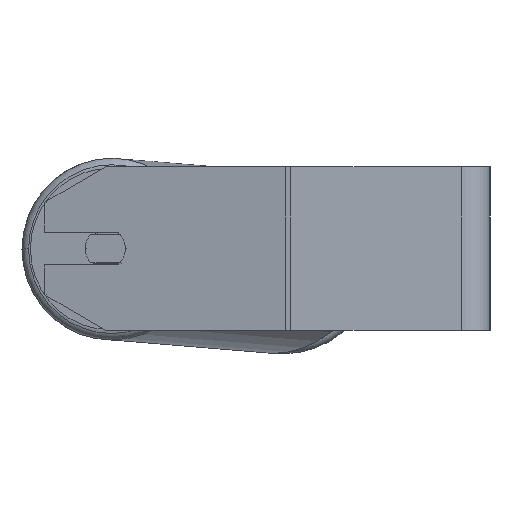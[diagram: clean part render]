
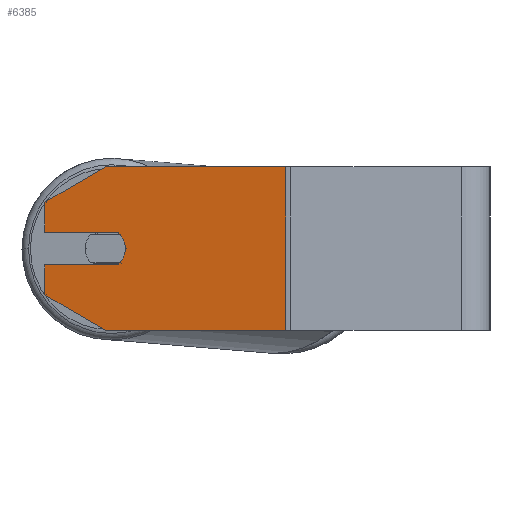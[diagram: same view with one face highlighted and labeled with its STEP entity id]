
A CAD part, left-side view. The second image highlights one B-rep face of the part: STEP entity #6385.
In plain terms, the highlighted planar face has unit normal (-0.985, 0.174, 0).
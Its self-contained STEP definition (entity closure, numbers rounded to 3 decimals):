
#2 = AXIS2_PLACEMENT_3D ( 'NONE', #7591, #6930, #4916 ) ;
#11 = LINE ( 'NONE', #8191, #7815 ) ;
#43 = VERTEX_POINT ( 'NONE', #5118 ) ;
#90 = CARTESIAN_POINT ( 'NONE',  ( -733.995, 217.882, -8. ) ) ;
#129 = VECTOR ( 'NONE', #5287, 1000. ) ;
#298 = CARTESIAN_POINT ( 'NONE',  ( -733.995, 217.882, 22.679 ) ) ;
#538 = LINE ( 'NONE', #7369, #5538 ) ;
#559 = VECTOR ( 'NONE', #8047, 1000. ) ;
#605 = CIRCLE ( 'NONE', #6684, 10. ) ;
#668 = DIRECTION ( 'NONE',  ( 0., 0., -1. ) ) ;
#1020 = VECTOR ( 'NONE', #6026, 1000. ) ;
#1151 = ORIENTED_EDGE ( 'NONE', *, *, #4015, .F. ) ;
#1208 = VERTEX_POINT ( 'NONE', #4197 ) ;
#1216 = LINE ( 'NONE', #2534, #8197 ) ;
#1395 = VERTEX_POINT ( 'NONE', #6025 ) ;
#1429 = VERTEX_POINT ( 'NONE', #6824 ) ;
#1633 = DIRECTION ( 'NONE',  ( -0.174, -0.985, 0. ) ) ;
#1726 = CARTESIAN_POINT ( 'NONE',  ( -739.205, 188.338, 0. ) ) ;
#1848 = AXIS2_PLACEMENT_3D ( 'NONE', #5710, #8418, #3551 ) ;
#2165 = VERTEX_POINT ( 'NONE', #7901 ) ;
#2187 = PLANE ( 'NONE',  #2 ) ;
#2388 = EDGE_CURVE ( 'NONE', #4683, #4398, #6223, .T. ) ;
#2517 = LINE ( 'NONE', #5076, #3991 ) ;
#2534 = CARTESIAN_POINT ( 'NONE',  ( -739.205, 188.338, -40. ) ) ;
#2900 = EDGE_LOOP ( 'NONE', ( #7920, #4423, #7565, #3306, #3064, #5170, #6823, #6053, #4059, #1151, #5471 ) ) ;
#3048 = DIRECTION ( 'NONE',  ( 0.174, 0.985, 0. ) ) ;
#3064 = ORIENTED_EDGE ( 'NONE', *, *, #5294, .T. ) ;
#3306 = ORIENTED_EDGE ( 'NONE', *, *, #8076, .T. ) ;
#3337 = CARTESIAN_POINT ( 'NONE',  ( -733.995, 217.882, -22.679 ) ) ;
#3551 = DIRECTION ( 'NONE',  ( -0.174, -0.985, 0. ) ) ;
#3818 = VERTEX_POINT ( 'NONE', #90 ) ;
#3991 = VECTOR ( 'NONE', #3048, 1000. ) ;
#4015 = EDGE_CURVE ( 'NONE', #43, #1395, #2517, .T. ) ;
#4059 = ORIENTED_EDGE ( 'NONE', *, *, #5322, .T. ) ;
#4102 = LINE ( 'NONE', #7447, #7376 ) ;
#4132 = CARTESIAN_POINT ( 'NONE',  ( -733.995, 217.882, 40. ) ) ;
#4197 = CARTESIAN_POINT ( 'NONE',  ( -754.787, 99.965, -40. ) ) ;
#4398 = VERTEX_POINT ( 'NONE', #7306 ) ;
#4411 = DIRECTION ( 'NONE',  ( -0.985, 0.174, 0. ) ) ;
#4423 = ORIENTED_EDGE ( 'NONE', *, *, #5305, .F. ) ;
#4683 = VERTEX_POINT ( 'NONE', #5557 ) ;
#4744 = LINE ( 'NONE', #4132, #559 ) ;
#4916 = DIRECTION ( 'NONE',  ( 0.174, 0.985, 0. ) ) ;
#5051 = DIRECTION ( 'NONE',  ( 0.15, 0.853, -0.5 ) ) ;
#5076 = CARTESIAN_POINT ( 'NONE',  ( -740.247, 182.429, 8. ) ) ;
#5100 = CARTESIAN_POINT ( 'NONE',  ( -739.205, 188.338, 40. ) ) ;
#5103 = LINE ( 'NONE', #6535, #129 ) ;
#5118 = CARTESIAN_POINT ( 'NONE',  ( -740.247, 182.429, 8. ) ) ;
#5170 = ORIENTED_EDGE ( 'NONE', *, *, #7625, .F. ) ;
#5287 = DIRECTION ( 'NONE',  ( 0., 0., -1. ) ) ;
#5294 = EDGE_CURVE ( 'NONE', #1429, #1208, #538, .T. ) ;
#5305 = EDGE_CURVE ( 'NONE', #3818, #4683, #8028, .T. ) ;
#5322 = EDGE_CURVE ( 'NONE', #6001, #1395, #11, .T. ) ;
#5471 = ORIENTED_EDGE ( 'NONE', *, *, #5523, .F. ) ;
#5523 = EDGE_CURVE ( 'NONE', #4398, #43, #605, .T. ) ;
#5538 = VECTOR ( 'NONE', #6519, 1000. ) ;
#5557 = CARTESIAN_POINT ( 'NONE',  ( -740.247, 182.429, -8. ) ) ;
#5606 = LINE ( 'NONE', #8611, #8341 ) ;
#5710 = CARTESIAN_POINT ( 'NONE',  ( -739.205, 188.338, 0. ) ) ;
#5892 = CARTESIAN_POINT ( 'NONE',  ( -740.247, 182.429, -8. ) ) ;
#6001 = VERTEX_POINT ( 'NONE', #298 ) ;
#6025 = CARTESIAN_POINT ( 'NONE',  ( -733.995, 217.882, 8. ) ) ;
#6026 = DIRECTION ( 'NONE',  ( -0.174, -0.985, 0. ) ) ;
#6053 = ORIENTED_EDGE ( 'NONE', *, *, #8720, .T. ) ;
#6146 = EDGE_CURVE ( 'NONE', #6478, #2165, #4744, .T. ) ;
#6223 = CIRCLE ( 'NONE', #1848, 10. ) ;
#6385 = ADVANCED_FACE ( 'NONE', ( #8259 ), #2187, .F. ) ;
#6478 = VERTEX_POINT ( 'NONE', #5100 ) ;
#6519 = DIRECTION ( 'NONE',  ( -0.174, -0.985, 0. ) ) ;
#6535 = CARTESIAN_POINT ( 'NONE',  ( -754.787, 99.965, 40. ) ) ;
#6567 = VERTEX_POINT ( 'NONE', #3337 ) ;
#6573 = DIRECTION ( 'NONE',  ( -0.15, -0.853, -0.5 ) ) ;
#6684 = AXIS2_PLACEMENT_3D ( 'NONE', #1726, #4411, #1633 ) ;
#6823 = ORIENTED_EDGE ( 'NONE', *, *, #6146, .F. ) ;
#6824 = CARTESIAN_POINT ( 'NONE',  ( -739.205, 188.338, -40. ) ) ;
#6930 = DIRECTION ( 'NONE',  ( 0.985, -0.174, 0. ) ) ;
#7306 = CARTESIAN_POINT ( 'NONE',  ( -740.941, 178.489, 0. ) ) ;
#7369 = CARTESIAN_POINT ( 'NONE',  ( -733.995, 217.882, -40. ) ) ;
#7376 = VECTOR ( 'NONE', #8235, 1000. ) ;
#7447 = CARTESIAN_POINT ( 'NONE',  ( -733.995, 217.882, 40. ) ) ;
#7565 = ORIENTED_EDGE ( 'NONE', *, *, #8615, .T. ) ;
#7591 = CARTESIAN_POINT ( 'NONE',  ( -733.995, 217.882, 40. ) ) ;
#7625 = EDGE_CURVE ( 'NONE', #2165, #1208, #5103, .T. ) ;
#7815 = VECTOR ( 'NONE', #668, 1000. ) ;
#7901 = CARTESIAN_POINT ( 'NONE',  ( -754.787, 99.965, 40. ) ) ;
#7920 = ORIENTED_EDGE ( 'NONE', *, *, #2388, .F. ) ;
#8028 = LINE ( 'NONE', #5892, #1020 ) ;
#8047 = DIRECTION ( 'NONE',  ( -0.174, -0.985, 0. ) ) ;
#8076 = EDGE_CURVE ( 'NONE', #6567, #1429, #1216, .T. ) ;
#8191 = CARTESIAN_POINT ( 'NONE',  ( -733.995, 217.882, 40. ) ) ;
#8197 = VECTOR ( 'NONE', #6573, 1000. ) ;
#8235 = DIRECTION ( 'NONE',  ( 0., 0., -1. ) ) ;
#8259 = FACE_OUTER_BOUND ( 'NONE', #2900, .T. ) ;
#8341 = VECTOR ( 'NONE', #5051, 1000. ) ;
#8418 = DIRECTION ( 'NONE',  ( -0.985, 0.174, 0. ) ) ;
#8611 = CARTESIAN_POINT ( 'NONE',  ( -733.995, 217.882, 22.679 ) ) ;
#8615 = EDGE_CURVE ( 'NONE', #3818, #6567, #4102, .T. ) ;
#8720 = EDGE_CURVE ( 'NONE', #6478, #6001, #5606, .T. ) ;
